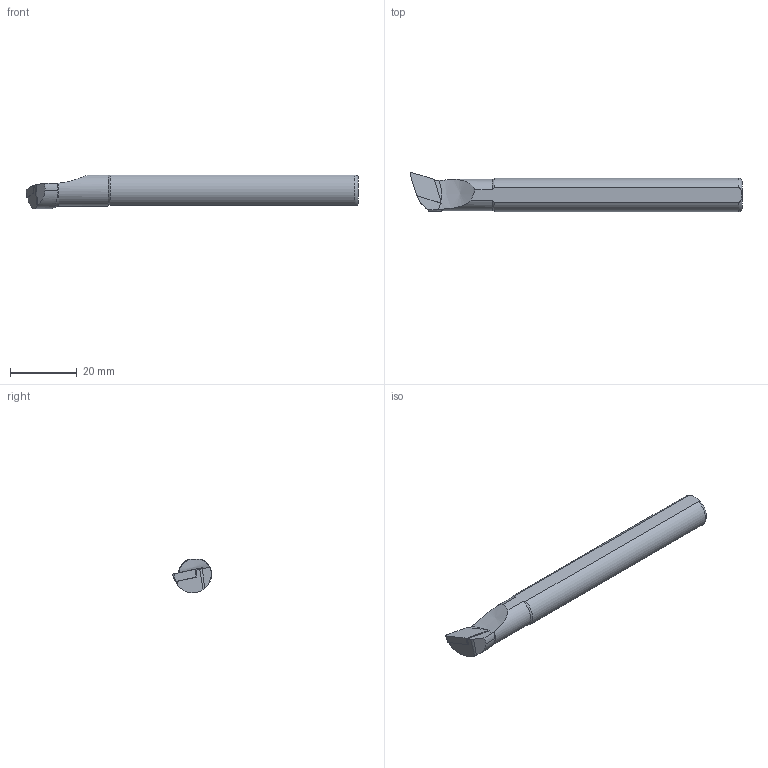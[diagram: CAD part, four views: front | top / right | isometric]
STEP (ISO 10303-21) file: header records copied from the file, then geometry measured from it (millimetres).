
FILE_DESCRIPTION(/* description */ (''),/* implementation_level */ '2;1');
FILE_NAME(/* name */ 'A10H-SDQCL-07.stp',/* time_stamp */ '2023-10-17T20:49:43+03:00',/* author */ (''),/* organization */ (''),/* preprocessor_version */ 'ST-DEVELOPER v19.4',/* originating_system */ 'SIEMENS PLM Software NX2306.3001',/* authorisation */ '');
FILE_SCHEMA (('AUTOMOTIVE_DESIGN { 1 0 10303 214 3 1 1 1 }'));
Length unit declared in the file: millimetre
Products named in the file (1): A10H SDQCR 07-LIGHT_objects
Bounding box: 99.79 x 11.77 x 10.04 mm (x, y, z)
Volume: 6981.5 mm3; surface area: 3257.2 mm2
Topology: 2 solids, 2 shells, 37 faces, 97 edges, 64 vertices
Faces by surface type: plane 19, cone 9, cylinder 7, bspline 1, torus 1
Entity records: 1758 total; most frequent: CARTESIAN_POINT 844, ORIENTED_EDGE 190, DIRECTION 169, EDGE_CURVE 95, VERTEX_POINT 63, AXIS2_PLACEMENT_3D 62, LINE 45, VECTOR 45
